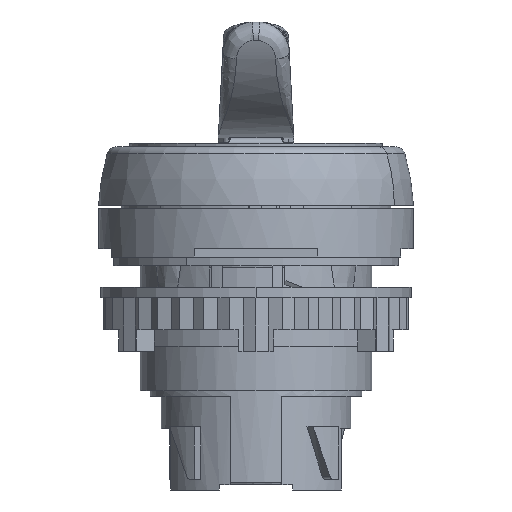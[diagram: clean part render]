
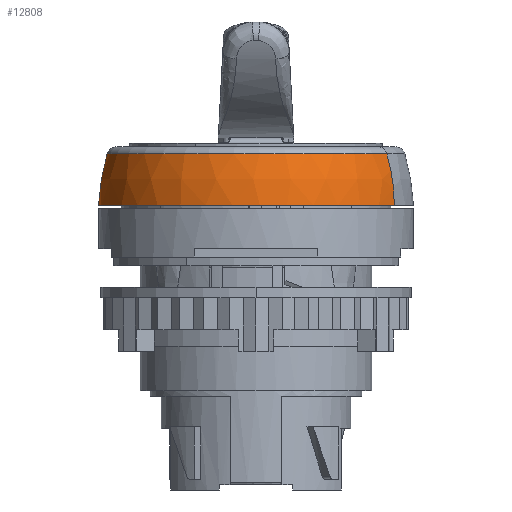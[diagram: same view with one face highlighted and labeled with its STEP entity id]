
A CAD part, left-side view. The second image highlights one B-rep face of the part: STEP entity #12808.
In plain terms, the highlighted spherical face has radius 14.95 mm.
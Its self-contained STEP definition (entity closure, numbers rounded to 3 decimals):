
#12772=AXIS2_PLACEMENT_3D('Sphere Axis2P3D',#12769,#12770,#12771) ;
#12776=AXIS2_PLACEMENT_3D('Circle Axis2P3D',#12774,#12775,$) ;
#12785=AXIS2_PLACEMENT_3D('Circle Axis2P3D',#12783,#12784,$) ;
#12792=AXIS2_PLACEMENT_3D('Circle Axis2P3D',#12790,#12791,$) ;
#12799=AXIS2_PLACEMENT_3D('Circle Axis2P3D',#12797,#12798,$) ;
#12769=CARTESIAN_POINT('Axis2P3D Location',(0.,0.,27.)) ;
#12774=CARTESIAN_POINT('Axis2P3D Location',(0.,0.,27.)) ;
#12778=CARTESIAN_POINT('Vertex',(6.775,12.402,31.876)) ;
#12780=CARTESIAN_POINT('Vertex',(7.167,13.12,27.)) ;
#12783=CARTESIAN_POINT('Axis2P3D Location',(0.,0.,27.)) ;
#12787=CARTESIAN_POINT('Vertex',(-7.167,-13.12,27.)) ;
#12790=CARTESIAN_POINT('Axis2P3D Location',(0.,0.,27.)) ;
#12794=CARTESIAN_POINT('Vertex',(-6.775,-12.402,31.876)) ;
#12797=CARTESIAN_POINT('Axis2P3D Location',(0.,0.,31.876)) ;
#12770=DIRECTION('Axis2P3D Direction',(0.,0.,-1.)) ;
#12771=DIRECTION('Axis2P3D XDirection',(0.479,0.878,0.)) ;
#12775=DIRECTION('Axis2P3D Direction',(-0.878,0.479,0.)) ;
#12784=DIRECTION('Axis2P3D Direction',(0.,0.,-1.)) ;
#12791=DIRECTION('Axis2P3D Direction',(0.878,-0.479,0.)) ;
#12798=DIRECTION('Axis2P3D Direction',(0.,0.,-1.)) ;
#12803=ORIENTED_EDGE('',*,*,#12782,.T.) ;
#12804=ORIENTED_EDGE('',*,*,#12789,.F.) ;
#12805=ORIENTED_EDGE('',*,*,#12796,.F.) ;
#12806=ORIENTED_EDGE('',*,*,#12801,.T.) ;
#12808=ADVANCED_FACE('Corps principal ( *SOL1 - wsp *MASTER -  )',(#12807),#12773,.T.) ;
#12777=CIRCLE('generated circle',#12776,14.95) ;
#12786=CIRCLE('generated circle',#12785,14.95) ;
#12793=CIRCLE('generated circle',#12792,14.95) ;
#12800=CIRCLE('generated circle',#12799,14.132) ;
#12782=EDGE_CURVE('',#12779,#12781,#12777,.T.) ;
#12789=EDGE_CURVE('',#12788,#12781,#12786,.T.) ;
#12796=EDGE_CURVE('',#12795,#12788,#12793,.T.) ;
#12801=EDGE_CURVE('',#12795,#12779,#12800,.T.) ;
#12802=EDGE_LOOP('',(#12803,#12804,#12805,#12806)) ;
#12807=FACE_OUTER_BOUND('',#12802,.T.) ;
#12773=SPHERICAL_SURFACE('',#12772,14.95) ;
#12779=VERTEX_POINT('',#12778) ;
#12781=VERTEX_POINT('',#12780) ;
#12788=VERTEX_POINT('',#12787) ;
#12795=VERTEX_POINT('',#12794) ;
